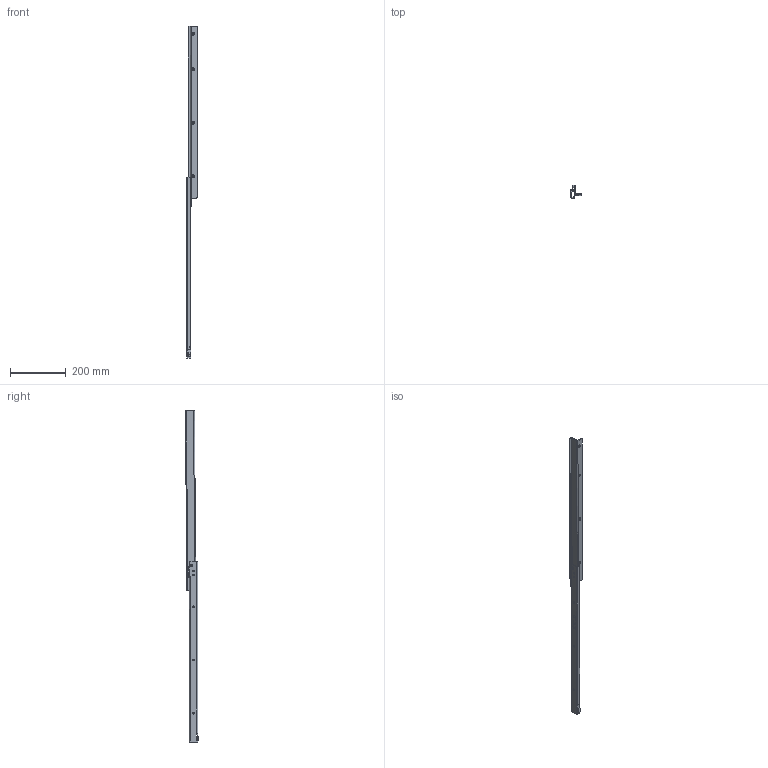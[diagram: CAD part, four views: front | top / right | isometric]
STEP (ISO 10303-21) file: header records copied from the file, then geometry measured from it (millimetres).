
FILE_DESCRIPTION (( 'STEP AP214' ), '1' );
FILE_NAME ('FR_505_SCC.0650mm_26inch_open_left.STEP', '2022-11-17T08:11:48', ( '' ), ( '' ), 'SwSTEP 2.0', 'SolidWorks 2020', '' );
FILE_SCHEMA (( 'AUTOMOTIVE_DESIGN' ));
Length unit declared in the file: millimetre
Products named in the file (5): CS# 505.XXX-01.0000_650mm; CS# 505.XXX-03.0000_650mm; FR_505_SCC.0650mm_26inch_open_left
Assembly tree (4 placements, depth 3):
  FR_505_SCC.0650mm_26inch_open_left
    CS# 505.XXX-01.0000_650mm
      CS# 505.XXX-01.0000_650mm
    CS# 505.XXX-03.0000_650mm
      CS# 505.XXX-03.0000_650mm
Bounding box: 36.5 x 46.58 x 1194 mm (x, y, z)
Volume: 203841.6 mm3; surface area: 146147.3 mm2
Topology: 2 solids, 2 shells, 706 faces, 1938 edges, 1266 vertices
Faces by surface type: plane 416, bspline 147, cylinder 73, cone 70
Entity records: 41358 total; most frequent: CARTESIAN_POINT 18871, ORIENTED_EDGE 3876, DIRECTION 2845, EDGE_CURVE 1938, VERTEX_POINT 1266, VECTOR 1167, LINE 1167, AXIS2_PLACEMENT_3D 839
